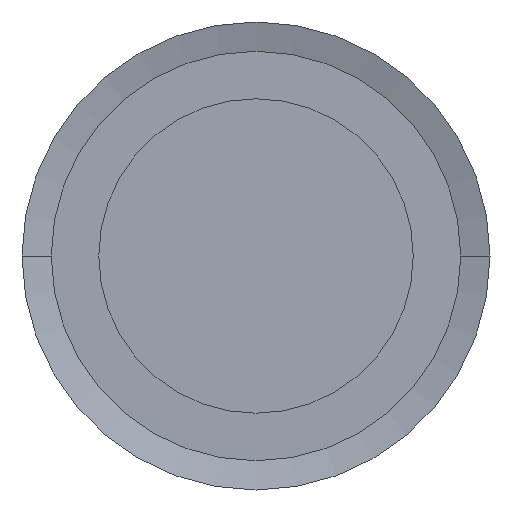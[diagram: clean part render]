
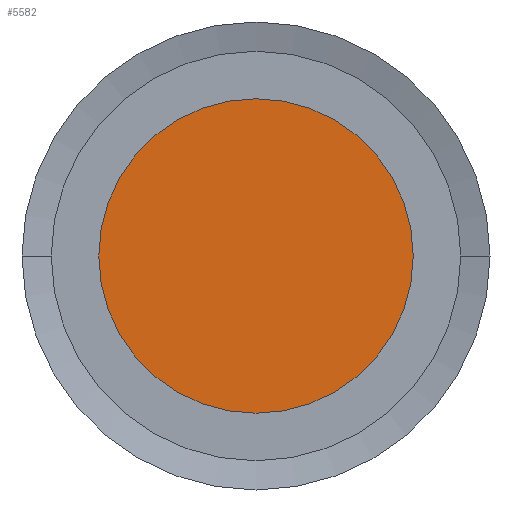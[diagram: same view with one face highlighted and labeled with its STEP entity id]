
A CAD part, left-side view. The second image highlights one B-rep face of the part: STEP entity #5582.
In plain terms, the highlighted planar face has unit normal (-1, 0, 0).
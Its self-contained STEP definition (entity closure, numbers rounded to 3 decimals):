
#5557=CARTESIAN_POINT('',(0.,0.,0.));
#5558=DIRECTION('',(1.,0.,0.));
#5559=DIRECTION('',(0.,0.,-1.));
#5560=AXIS2_PLACEMENT_3D('',#5557,#5558,#5559);
#5561=PLANE('',#5560);
#5562=CARTESIAN_POINT('',(0.,0.,10.75));
#5563=VERTEX_POINT('',#5562);
#5564=CARTESIAN_POINT('',(0.,-0.,-10.75));
#5565=VERTEX_POINT('',#5564);
#5566=CARTESIAN_POINT('',(0.,0.,0.));
#5567=DIRECTION('',(1.,0.,0.));
#5568=DIRECTION('',(0.,0.,-1.));
#5569=AXIS2_PLACEMENT_3D('',#5566,#5567,#5568);
#5570=CIRCLE('',#5569,10.75);
#5571=EDGE_CURVE('',#5563,#5565,#5570,.T.);
#5572=ORIENTED_EDGE('',*,*,#5571,.F.);
#5573=CARTESIAN_POINT('',(0.,0.,0.));
#5574=DIRECTION('',(1.,0.,0.));
#5575=DIRECTION('',(0.,0.,-1.));
#5576=AXIS2_PLACEMENT_3D('',#5573,#5574,#5575);
#5577=CIRCLE('',#5576,10.75);
#5578=EDGE_CURVE('',#5565,#5563,#5577,.T.);
#5579=ORIENTED_EDGE('',*,*,#5578,.F.);
#5580=EDGE_LOOP('',(#5572,#5579));
#5581=FACE_BOUND('',#5580,.T.);
#5582=ADVANCED_FACE('',(#5581),#5561,.F.);
